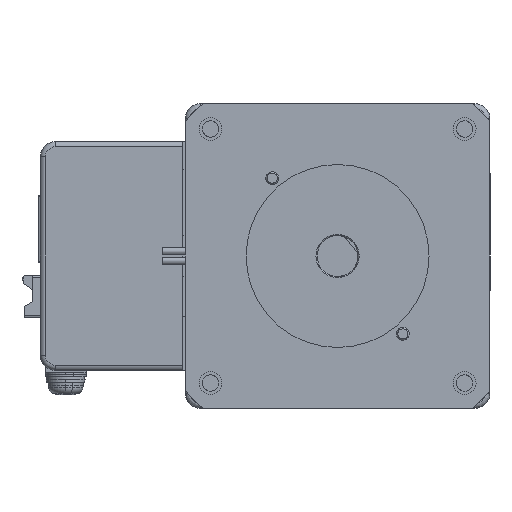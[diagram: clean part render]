
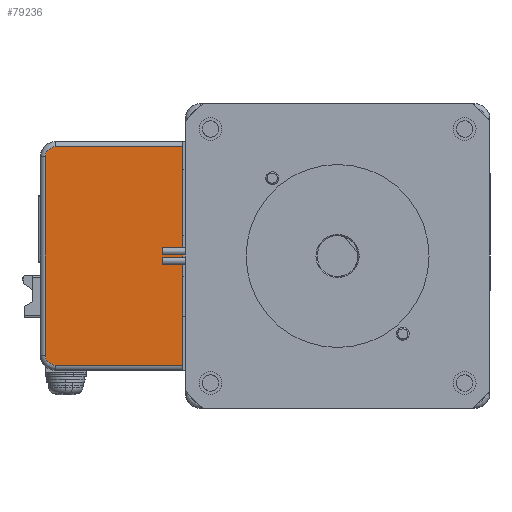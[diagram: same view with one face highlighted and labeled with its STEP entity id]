
A CAD part, left-side view. The second image highlights one B-rep face of the part: STEP entity #79236.
In plain terms, the highlighted planar face has unit normal (-1, 0, 0).
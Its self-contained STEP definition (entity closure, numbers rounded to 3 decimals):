
#733 = CARTESIAN_POINT ( 'NONE',  ( -47., 85.5, -8.5 ) ) ;
#4512 = CARTESIAN_POINT ( 'NONE',  ( -47., 60.5, 0. ) ) ;
#7065 = CARTESIAN_POINT ( 'NONE',  ( -47., 85.5, -49.5 ) ) ;
#12959 = VERTEX_POINT ( 'NONE', #43933 ) ;
#14249 = DIRECTION ( 'NONE',  ( 0., 0., -1. ) ) ;
#18556 = VERTEX_POINT ( 'NONE', #113228 ) ;
#19925 = DIRECTION ( 'NONE',  ( 0., 0., -1. ) ) ;
#20121 = ORIENTED_EDGE ( 'NONE', *, *, #116353, .T. ) ;
#27676 = EDGE_CURVE ( 'NONE', #68462, #18556, #111283, .T. ) ;
#31612 = EDGE_CURVE ( 'NONE', #68462, #12959, #105144, .T. ) ;
#38368 = ORIENTED_EDGE ( 'NONE', *, *, #80079, .T. ) ;
#41856 = VERTEX_POINT ( 'NONE', #46740 ) ;
#43933 = CARTESIAN_POINT ( 'NONE',  ( -47., 60.5, -51.5 ) ) ;
#44749 = CIRCLE ( 'NONE', #131957, 2. ) ;
#45023 = CARTESIAN_POINT ( 'NONE',  ( -47., 0., 0. ) ) ;
#46740 = CARTESIAN_POINT ( 'NONE',  ( -47., 87.5, -49.5 ) ) ;
#47494 = DIRECTION ( 'NONE',  ( 0., -1., 0. ) ) ;
#48279 = LINE ( 'NONE', #114854, #132674 ) ;
#48348 = VECTOR ( 'NONE', #128511, 1000. ) ;
#48864 = CARTESIAN_POINT ( 'NONE',  ( -47., 60.5, -8.5 ) ) ;
#50197 = DIRECTION ( 'NONE',  ( -1., 0., 0. ) ) ;
#60822 = DIRECTION ( 'NONE',  ( 0., 0., -1. ) ) ;
#64753 = ORIENTED_EDGE ( 'NONE', *, *, #109204, .T. ) ;
#65902 = PLANE ( 'NONE',  #68130 ) ;
#66472 = EDGE_CURVE ( 'NONE', #70027, #12959, #100823, .T. ) ;
#68130 = AXIS2_PLACEMENT_3D ( 'NONE', #45023, #87577, #98248 ) ;
#68462 = VERTEX_POINT ( 'NONE', #48864 ) ;
#70027 = VERTEX_POINT ( 'NONE', #96263 ) ;
#76772 = CARTESIAN_POINT ( 'NONE',  ( -47., 87.5, -10.5 ) ) ;
#78197 = ORIENTED_EDGE ( 'NONE', *, *, #66472, .T. ) ;
#79236 = ADVANCED_FACE ( 'NONE', ( #86128 ), #65902, .F. ) ;
#80079 = EDGE_CURVE ( 'NONE', #18556, #136471, #104208, .T. ) ;
#86128 = FACE_OUTER_BOUND ( 'NONE', #91844, .T. ) ;
#87577 = DIRECTION ( 'NONE',  ( 1., 0., 0. ) ) ;
#91844 = EDGE_LOOP ( 'NONE', ( #99191, #136950, #38368, #20121, #64753, #78197 ) ) ;
#96263 = CARTESIAN_POINT ( 'NONE',  ( -47., 85.5, -51.5 ) ) ;
#98248 = DIRECTION ( 'NONE',  ( 0., 0., -1. ) ) ;
#99191 = ORIENTED_EDGE ( 'NONE', *, *, #31612, .F. ) ;
#100823 = LINE ( 'NONE', #111379, #125644 ) ;
#104208 = CIRCLE ( 'NONE', #132986, 2. ) ;
#104530 = DIRECTION ( 'NONE',  ( 0., 0., -1. ) ) ;
#105144 = LINE ( 'NONE', #4512, #125057 ) ;
#109204 = EDGE_CURVE ( 'NONE', #41856, #70027, #44749, .T. ) ;
#111283 = LINE ( 'NONE', #733, #48348 ) ;
#111379 = CARTESIAN_POINT ( 'NONE',  ( -47., 0., -51.5 ) ) ;
#113228 = CARTESIAN_POINT ( 'NONE',  ( -47., 85.5, -8.5 ) ) ;
#114854 = CARTESIAN_POINT ( 'NONE',  ( -47., 87.5, 0. ) ) ;
#116353 = EDGE_CURVE ( 'NONE', #136471, #41856, #48279, .T. ) ;
#125057 = VECTOR ( 'NONE', #14249, 1000. ) ;
#125644 = VECTOR ( 'NONE', #47494, 1000. ) ;
#127149 = CARTESIAN_POINT ( 'NONE',  ( -47., 85.5, -10.5 ) ) ;
#127605 = DIRECTION ( 'NONE',  ( -1., 0., 0. ) ) ;
#128511 = DIRECTION ( 'NONE',  ( 0., 1., 0. ) ) ;
#131957 = AXIS2_PLACEMENT_3D ( 'NONE', #7065, #50197, #60822 ) ;
#132674 = VECTOR ( 'NONE', #19925, 1000. ) ;
#132986 = AXIS2_PLACEMENT_3D ( 'NONE', #127149, #127605, #104530 ) ;
#136471 = VERTEX_POINT ( 'NONE', #76772 ) ;
#136950 = ORIENTED_EDGE ( 'NONE', *, *, #27676, .T. ) ;
